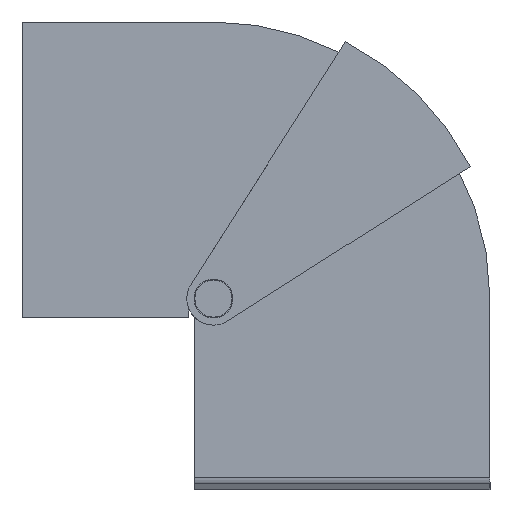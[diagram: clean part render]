
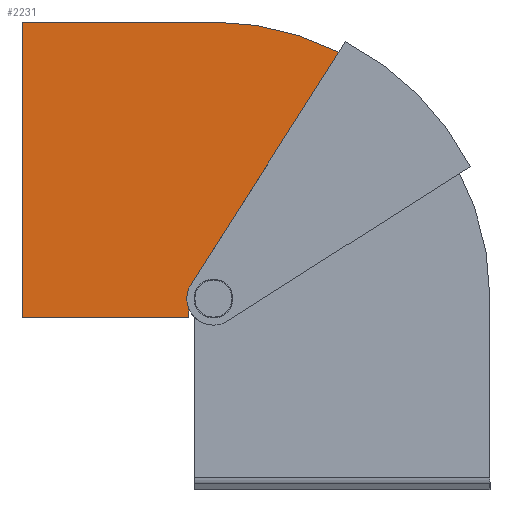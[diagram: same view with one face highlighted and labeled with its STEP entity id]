
A CAD part, front view. The second image highlights one B-rep face of the part: STEP entity #2231.
In plain terms, the highlighted planar face has unit normal (0, -1, 0).
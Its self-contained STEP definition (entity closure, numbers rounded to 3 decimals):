
#71 = CARTESIAN_POINT ( 'NONE',  ( -4.6, -52.5, -1.96 ) ) ;
#139 = DIRECTION ( 'NONE',  ( 0., -1., 0. ) ) ;
#144 = CARTESIAN_POINT ( 'NONE',  ( 0., -52.5, 0. ) ) ;
#175 = DIRECTION ( 'NONE',  ( 0., 0., 1. ) ) ;
#176 = CARTESIAN_POINT ( 'NONE',  ( -36., -52.5, -3.5 ) ) ;
#190 = LINE ( 'NONE', #304, #2438 ) ;
#218 = VECTOR ( 'NONE', #175, 1000. ) ;
#304 = CARTESIAN_POINT ( 'NONE',  ( -4.6, -52.5, 0. ) ) ;
#316 = DIRECTION ( 'NONE',  ( 0., 1., 0. ) ) ;
#335 = CARTESIAN_POINT ( 'NONE',  ( -36., -52.5, -3.5 ) ) ;
#417 = LINE ( 'NONE', #335, #218 ) ;
#522 = DIRECTION ( 'NONE',  ( 0., 0., 1. ) ) ;
#534 = AXIS2_PLACEMENT_3D ( 'NONE', #144, #139, #931 ) ;
#597 = AXIS2_PLACEMENT_3D ( 'NONE', #798, #800, #1512 ) ;
#691 = CARTESIAN_POINT ( 'NONE',  ( 23.593, -52.5, 46.34 ) ) ;
#699 = EDGE_CURVE ( 'NONE', #2829, #1930, #2721, .T. ) ;
#798 = CARTESIAN_POINT ( 'NONE',  ( 0., -52.5, 0. ) ) ;
#800 = DIRECTION ( 'NONE',  ( 0., 1., 0. ) ) ;
#879 = EDGE_CURVE ( 'NONE', #1384, #3106, #1727, .T. ) ;
#931 = DIRECTION ( 'NONE',  ( 0., 0., 1. ) ) ;
#1016 = CIRCLE ( 'NONE', #534, 5. ) ;
#1068 = AXIS2_PLACEMENT_3D ( 'NONE', #2290, #316, #1773 ) ;
#1073 = DIRECTION ( 'NONE',  ( -0.537, 0., -0.843 ) ) ;
#1123 = VERTEX_POINT ( 'NONE', #71 ) ;
#1227 = CIRCLE ( 'NONE', #597, 52. ) ;
#1255 = ORIENTED_EDGE ( 'NONE', *, *, #3145, .F. ) ;
#1312 = EDGE_CURVE ( 'NONE', #2163, #1123, #190, .T. ) ;
#1384 = VERTEX_POINT ( 'NONE', #691 ) ;
#1409 = ORIENTED_EDGE ( 'NONE', *, *, #879, .F. ) ;
#1475 = FACE_OUTER_BOUND ( 'NONE', #2988, .T. ) ;
#1512 = DIRECTION ( 'NONE',  ( 0., 0., 1. ) ) ;
#1534 = CARTESIAN_POINT ( 'NONE',  ( -36., -52.5, -3.5 ) ) ;
#1558 = EDGE_CURVE ( 'NONE', #1930, #1384, #1227, .T. ) ;
#1604 = ORIENTED_EDGE ( 'NONE', *, *, #699, .F. ) ;
#1725 = ORIENTED_EDGE ( 'NONE', *, *, #2064, .F. ) ;
#1727 = LINE ( 'NONE', #2599, #2883 ) ;
#1773 = DIRECTION ( 'NONE',  ( 0., 0., 1. ) ) ;
#1800 = PLANE ( 'NONE',  #1068 ) ;
#1804 = VECTOR ( 'NONE', #3044, 1000. ) ;
#1894 = CARTESIAN_POINT ( 'NONE',  ( -36., -52.5, 52. ) ) ;
#1930 = VERTEX_POINT ( 'NONE', #2130 ) ;
#2042 = CARTESIAN_POINT ( 'NONE',  ( -36., -52.5, 52. ) ) ;
#2064 = EDGE_CURVE ( 'NONE', #3106, #1123, #1016, .T. ) ;
#2130 = CARTESIAN_POINT ( 'NONE',  ( 0., -52.5, 52. ) ) ;
#2132 = ORIENTED_EDGE ( 'NONE', *, *, #1558, .F. ) ;
#2163 = VERTEX_POINT ( 'NONE', #3047 ) ;
#2215 = LINE ( 'NONE', #1534, #3138 ) ;
#2231 = ADVANCED_FACE ( 'NONE', ( #1475 ), #1800, .F. ) ;
#2290 = CARTESIAN_POINT ( 'NONE',  ( 0., -52.5, 0. ) ) ;
#2297 = DIRECTION ( 'NONE',  ( -1., 0., 0. ) ) ;
#2343 = ORIENTED_EDGE ( 'NONE', *, *, #3013, .F. ) ;
#2438 = VECTOR ( 'NONE', #522, 1000. ) ;
#2511 = VERTEX_POINT ( 'NONE', #176 ) ;
#2599 = CARTESIAN_POINT ( 'NONE',  ( -4.217, -52.5, 2.686 ) ) ;
#2673 = ORIENTED_EDGE ( 'NONE', *, *, #1312, .T. ) ;
#2721 = LINE ( 'NONE', #1894, #1804 ) ;
#2812 = CARTESIAN_POINT ( 'NONE',  ( -4.217, -52.5, 2.686 ) ) ;
#2829 = VERTEX_POINT ( 'NONE', #2042 ) ;
#2883 = VECTOR ( 'NONE', #1073, 1000. ) ;
#2988 = EDGE_LOOP ( 'NONE', ( #2343, #2673, #1725, #1409, #2132, #1604, #1255 ) ) ;
#3013 = EDGE_CURVE ( 'NONE', #2163, #2511, #2215, .T. ) ;
#3044 = DIRECTION ( 'NONE',  ( 1., 0., 0. ) ) ;
#3047 = CARTESIAN_POINT ( 'NONE',  ( -4.6, -52.5, -3.5 ) ) ;
#3106 = VERTEX_POINT ( 'NONE', #2812 ) ;
#3138 = VECTOR ( 'NONE', #2297, 1000. ) ;
#3145 = EDGE_CURVE ( 'NONE', #2511, #2829, #417, .T. ) ;
